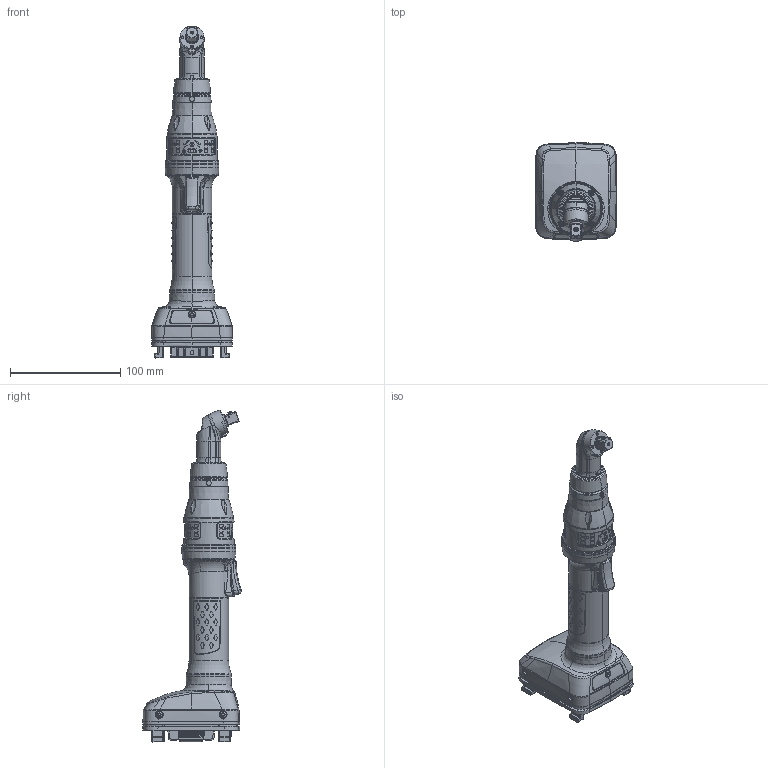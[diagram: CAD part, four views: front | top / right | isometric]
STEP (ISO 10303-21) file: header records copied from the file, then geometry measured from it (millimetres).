
FILE_DESCRIPTION((''),'2;1');
FILE_NAME('EXT_COMP_SW0016','2022-03-28T22:54:16',('INEVDh'),(''),'CREO PARAMETRIC BY PTC INC, 2020281','CREO PARAMETRIC BY PTC INC, 2020281','');
FILE_SCHEMA(('CONFIG_CONTROL_DESIGN'));
Products named in the file (1): EXT_COMP_SW0016
Bounding box: 73.4 x 89.94 x 301.81 mm (x, y, z)
Volume: 472625.7 mm3; surface area: 66277.4 mm2
Topology: 2 solids, 11 shells, 2599 faces, 6598 edges, 4148 vertices
Faces by surface type: bspline 910, plane 759, cylinder 641, torus 137, cone 104, sphere 28, extrusion 16, revolution 4
Entity records: 144841 total; most frequent: CARTESIAN_POINT 88996, ORIENTED_EDGE 13176, DIRECTION 9059, EDGE_CURVE 6588, VERTEX_POINT 4148, AXIS2_PLACEMENT_3D 3286, EDGE_LOOP 2766, FACE_OUTER_BOUND 2599
